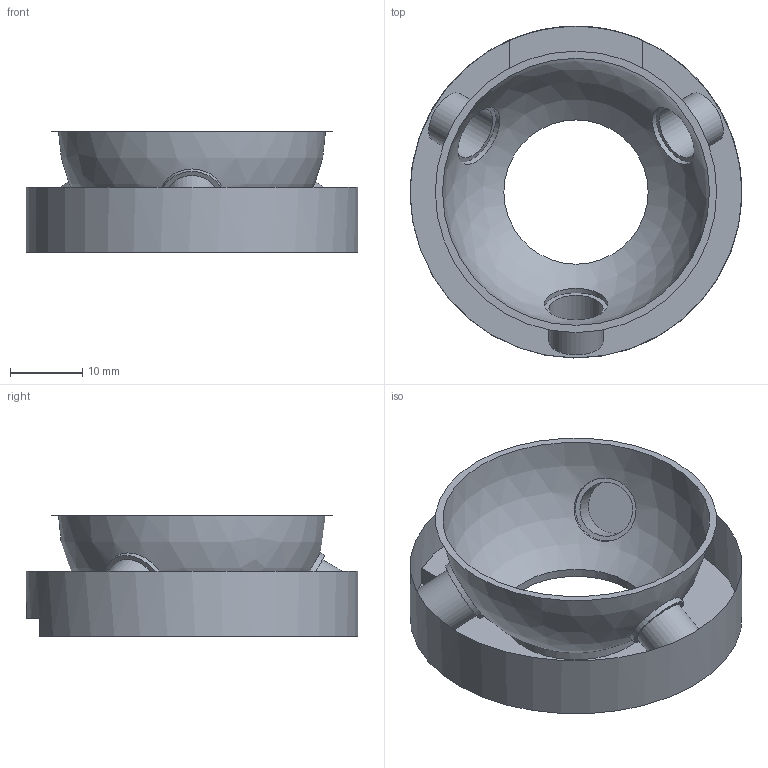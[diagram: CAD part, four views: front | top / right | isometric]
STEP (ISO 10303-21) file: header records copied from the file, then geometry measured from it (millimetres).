
FILE_DESCRIPTION(/* description */ (''),/* implementation_level */ '2;1');
FILE_NAME(/* name */ 'trackball-housing.step',/* time_stamp */ '2022-09-04T11:36:56-07:00',/* author */ (''),/* organization */ (''),/* preprocessor_version */ 'ST-DEVELOPER v19',/* originating_system */ 'Autodesk Translation Framework v11.7.0.108',/* authorisation */ '');
FILE_SCHEMA (('AUTOMOTIVE_DESIGN { 1 0 10303 214 3 1 1 }'));
Length unit declared in the file: millimetre
Products named in the file (1): FusionComponent
Bounding box: 46 x 46 x 16.74 mm (x, y, z)
Volume: 11648 mm3; surface area: 6259 mm2
Topology: 1 solids, 1 shells, 24 faces, 46 edges, 30 vertices
Faces by surface type: plane 13, cylinder 9, cone 1, sphere 1
Full cylindrical faces by diameter (mm): 7.5 x3, 8.8 x3, 20 x1, 46 x1
Entity records: 661 total; most frequent: DIRECTION 119, CARTESIAN_POINT 101, ORIENTED_EDGE 92, AXIS2_PLACEMENT_3D 48, EDGE_CURVE 46, EDGE_LOOP 32, VERTEX_POINT 30, FACE_OUTER_BOUND 24
